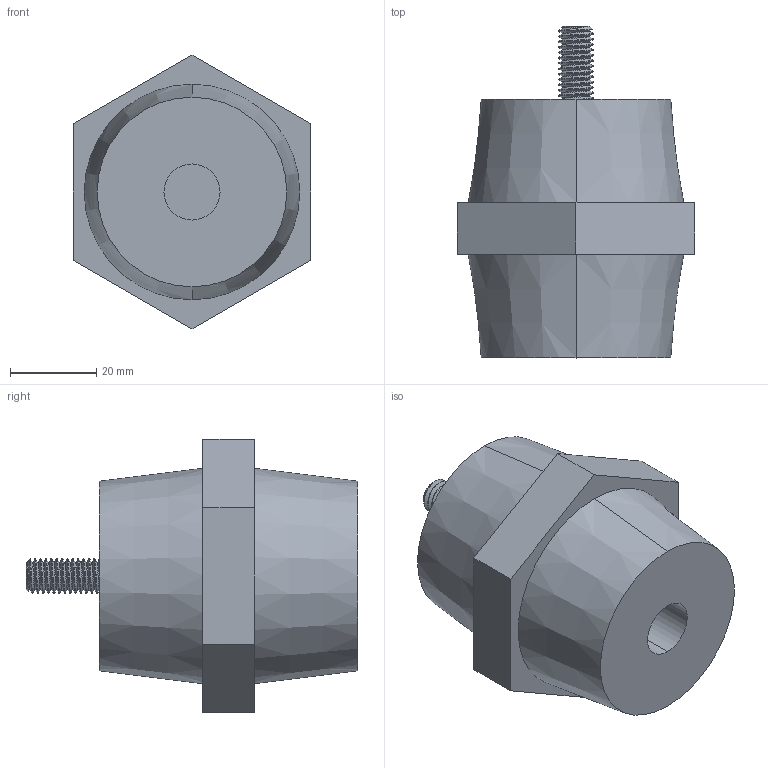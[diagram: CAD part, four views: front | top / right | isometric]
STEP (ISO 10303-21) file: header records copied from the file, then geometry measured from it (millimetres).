
FILE_DESCRIPTION(('STEP AP203'),'1');
FILE_NAME('isotp60f8m8.stp','2024-06-11T06:36:43',('TraceParts'),('TraceParts S.A.'),'Spatial InterOp 3D',' ',' ');
FILE_SCHEMA(('CONFIG_CONTROL_DESIGN'));
Length unit declared in the file: millimetre
Products named in the file (1): 1
Bounding box: 55 x 77 x 63.51 mm (x, y, z)
Volume: 114103.5 mm3; surface area: 18345.9 mm2
Topology: 3 solids, 3 shells, 116 faces, 296 edges, 193 vertices
Faces by surface type: cylinder 68, plane 25, cone 16, bspline 7
Entity records: 8206 total; most frequent: CARTESIAN_POINT 5702, ORIENTED_EDGE 592, DIRECTION 437, EDGE_CURVE 296, VERTEX_POINT 193, AXIS2_PLACEMENT_3D 165, EDGE_LOOP 125, ADVANCED_FACE 116
